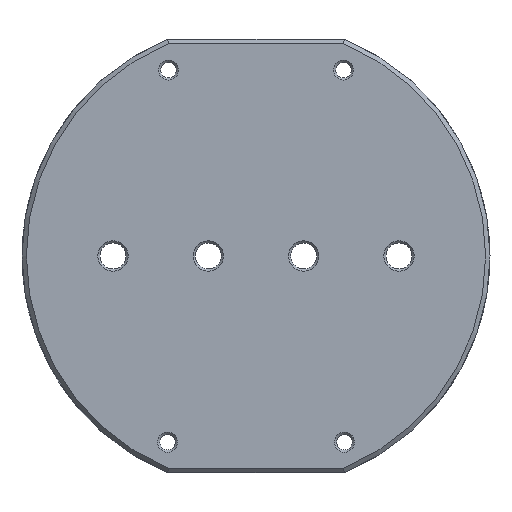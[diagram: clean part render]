
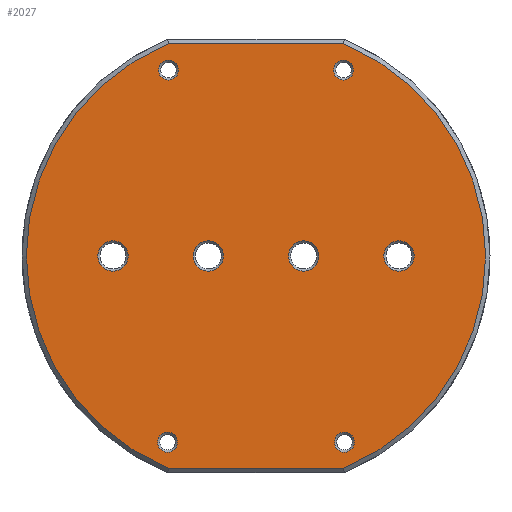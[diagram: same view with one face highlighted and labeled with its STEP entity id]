
A CAD part, top view. The second image highlights one B-rep face of the part: STEP entity #2027.
In plain terms, the highlighted planar face has unit normal (0, 0, 1).
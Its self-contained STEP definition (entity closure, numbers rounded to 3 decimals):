
#184=CIRCLE('',#2195,1.75);
#185=CIRCLE('',#2196,1.75);
#186=CIRCLE('',#2197,1.75);
#187=CIRCLE('',#2198,1.75);
#188=CIRCLE('',#2199,1.15);
#189=CIRCLE('',#2200,1.15);
#190=CIRCLE('',#2201,1.15);
#191=CIRCLE('',#2202,1.15);
#192=CIRCLE('',#2203,26.5);
#193=CIRCLE('',#2204,26.5);
#361=ORIENTED_EDGE('',*,*,#934,.T.);
#362=ORIENTED_EDGE('',*,*,#935,.T.);
#363=ORIENTED_EDGE('',*,*,#936,.T.);
#364=ORIENTED_EDGE('',*,*,#937,.T.);
#365=ORIENTED_EDGE('',*,*,#938,.T.);
#366=ORIENTED_EDGE('',*,*,#939,.T.);
#367=ORIENTED_EDGE('',*,*,#940,.T.);
#368=ORIENTED_EDGE('',*,*,#941,.T.);
#369=ORIENTED_EDGE('',*,*,#942,.T.);
#370=ORIENTED_EDGE('',*,*,#943,.T.);
#371=ORIENTED_EDGE('',*,*,#944,.T.);
#372=ORIENTED_EDGE('',*,*,#945,.T.);
#934=EDGE_CURVE('',#1215,#1215,#184,.F.);
#935=EDGE_CURVE('',#1216,#1216,#185,.F.);
#936=EDGE_CURVE('',#1217,#1217,#186,.F.);
#937=EDGE_CURVE('',#1218,#1218,#187,.F.);
#938=EDGE_CURVE('',#1219,#1219,#188,.F.);
#939=EDGE_CURVE('',#1220,#1220,#189,.F.);
#940=EDGE_CURVE('',#1221,#1221,#190,.F.);
#941=EDGE_CURVE('',#1222,#1222,#191,.F.);
#942=EDGE_CURVE('',#1223,#1224,#192,.T.);
#943=EDGE_CURVE('',#1224,#1225,#1398,.T.);
#944=EDGE_CURVE('',#1225,#1226,#193,.T.);
#945=EDGE_CURVE('',#1226,#1223,#1399,.T.);
#1215=VERTEX_POINT('',#3103);
#1216=VERTEX_POINT('',#3105);
#1217=VERTEX_POINT('',#3107);
#1218=VERTEX_POINT('',#3109);
#1219=VERTEX_POINT('',#3111);
#1220=VERTEX_POINT('',#3113);
#1221=VERTEX_POINT('',#3115);
#1222=VERTEX_POINT('',#3117);
#1223=VERTEX_POINT('',#3119);
#1224=VERTEX_POINT('',#3120);
#1225=VERTEX_POINT('',#3122);
#1226=VERTEX_POINT('',#3124);
#1398=LINE('',#3121,#1536);
#1399=LINE('',#3125,#1537);
#1536=VECTOR('',#2530,1000.);
#1537=VECTOR('',#2533,1000.);
#1635=EDGE_LOOP('',(#361));
#1636=EDGE_LOOP('',(#362));
#1637=EDGE_LOOP('',(#363));
#1638=EDGE_LOOP('',(#364));
#1639=EDGE_LOOP('',(#365));
#1640=EDGE_LOOP('',(#366));
#1641=EDGE_LOOP('',(#367));
#1642=EDGE_LOOP('',(#368));
#1643=EDGE_LOOP('',(#369,#370,#371,#372));
#1799=FACE_BOUND('',#1635,.T.);
#1800=FACE_BOUND('',#1636,.T.);
#1801=FACE_BOUND('',#1637,.T.);
#1802=FACE_BOUND('',#1638,.T.);
#1803=FACE_BOUND('',#1639,.T.);
#1804=FACE_BOUND('',#1640,.T.);
#1805=FACE_BOUND('',#1641,.T.);
#1806=FACE_BOUND('',#1642,.T.);
#1807=FACE_BOUND('',#1643,.T.);
#1949=PLANE('',#2194);
#2027=ADVANCED_FACE('',(#1799,#1800,#1801,#1802,#1803,#1804,#1805,#1806,
#1807),#1949,.T.);
#2194=AXIS2_PLACEMENT_3D('',#3101,#2510,#2511);
#2195=AXIS2_PLACEMENT_3D('',#3102,#2512,#2513);
#2196=AXIS2_PLACEMENT_3D('',#3104,#2514,#2515);
#2197=AXIS2_PLACEMENT_3D('',#3106,#2516,#2517);
#2198=AXIS2_PLACEMENT_3D('',#3108,#2518,#2519);
#2199=AXIS2_PLACEMENT_3D('',#3110,#2520,#2521);
#2200=AXIS2_PLACEMENT_3D('',#3112,#2522,#2523);
#2201=AXIS2_PLACEMENT_3D('',#3114,#2524,#2525);
#2202=AXIS2_PLACEMENT_3D('',#3116,#2526,#2527);
#2203=AXIS2_PLACEMENT_3D('',#3118,#2528,#2529);
#2204=AXIS2_PLACEMENT_3D('',#3123,#2531,#2532);
#2510=DIRECTION('',(0.,0.,1.));
#2511=DIRECTION('',(1.,0.,0.));
#2512=DIRECTION('',(0.,0.,1.));
#2513=DIRECTION('',(0.,-1.,0.));
#2514=DIRECTION('',(0.,0.,1.));
#2515=DIRECTION('',(0.,-1.,0.));
#2516=DIRECTION('',(0.,0.,1.));
#2517=DIRECTION('',(0.,-1.,0.));
#2518=DIRECTION('',(0.,0.,1.));
#2519=DIRECTION('',(0.,-1.,0.));
#2520=DIRECTION('',(0.,0.,1.));
#2521=DIRECTION('',(0.,-1.,0.));
#2522=DIRECTION('',(0.,0.,1.));
#2523=DIRECTION('',(0.,-1.,0.));
#2524=DIRECTION('',(0.,0.,1.));
#2525=DIRECTION('',(0.,-1.,0.));
#2526=DIRECTION('',(0.,0.,1.));
#2527=DIRECTION('',(0.,-1.,0.));
#2528=DIRECTION('',(0.,0.,1.));
#2529=DIRECTION('',(0.,-1.,0.));
#2530=DIRECTION('',(1.,0.,0.));
#2531=DIRECTION('',(0.,0.,1.));
#2532=DIRECTION('',(0.,-1.,0.));
#2533=DIRECTION('',(-1.,0.,0.));
#3101=CARTESIAN_POINT('',(182.,-138.,-1.95));
#3102=CARTESIAN_POINT('',(-16.5,0.,-1.95));
#3103=CARTESIAN_POINT('',(-16.5,-1.75,-1.95));
#3104=CARTESIAN_POINT('',(-5.5,0.,-1.95));
#3105=CARTESIAN_POINT('',(-5.5,-1.75,-1.95));
#3106=CARTESIAN_POINT('',(5.5,0.,-1.95));
#3107=CARTESIAN_POINT('',(5.5,-1.75,-1.95));
#3108=CARTESIAN_POINT('',(16.5,0.,-1.95));
#3109=CARTESIAN_POINT('',(16.5,-1.75,-1.95));
#3110=CARTESIAN_POINT('',(-10.2,-21.5,-1.95));
#3111=CARTESIAN_POINT('',(-10.2,-22.65,-1.95));
#3112=CARTESIAN_POINT('',(10.2,-21.5,-1.95));
#3113=CARTESIAN_POINT('',(10.2,-22.65,-1.95));
#3114=CARTESIAN_POINT('',(10.102,21.444,-1.95));
#3115=CARTESIAN_POINT('',(10.102,20.294,-1.95));
#3116=CARTESIAN_POINT('',(-10.097,21.444,-1.95));
#3117=CARTESIAN_POINT('',(-10.097,20.294,-1.95));
#3118=CARTESIAN_POINT('',(0.,-0.001,-1.95));
#3119=CARTESIAN_POINT('',(-10.097,24.5,-1.95));
#3120=CARTESIAN_POINT('',(-10.101,-24.5,-1.95));
#3121=CARTESIAN_POINT('',(182.,-24.5,-1.95));
#3122=CARTESIAN_POINT('',(10.102,-24.5,-1.95));
#3123=CARTESIAN_POINT('',(0.,-0.001,-1.95));
#3124=CARTESIAN_POINT('',(10.098,24.5,-1.95));
#3125=CARTESIAN_POINT('',(182.,24.5,-1.95));
